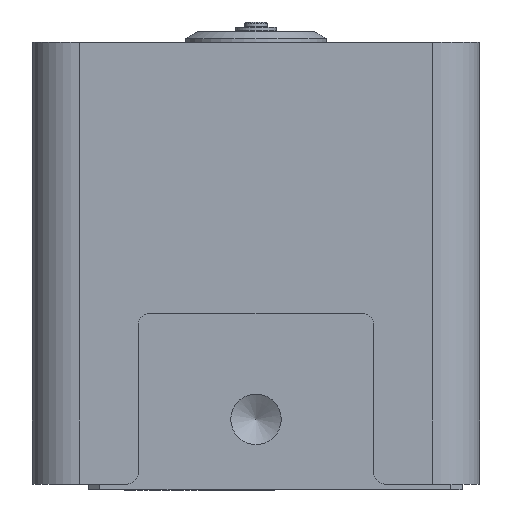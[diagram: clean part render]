
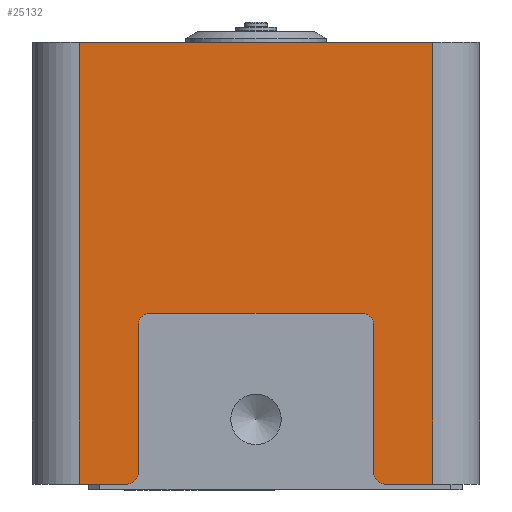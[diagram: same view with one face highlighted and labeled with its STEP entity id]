
A CAD part, left-side view. The second image highlights one B-rep face of the part: STEP entity #25132.
In plain terms, the highlighted planar face has unit normal (-1, 0, 0).
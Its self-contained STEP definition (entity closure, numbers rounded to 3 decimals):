
#2720=PLANE('',#26748);
#3717=FACE_OUTER_BOUND('',#5140,.T.);
#5140=EDGE_LOOP('',(#18630,#18631,#18632,#18633,#18634,#18635,#18636,#18637,
#18638,#18639,#18640,#18641));
#6788=LINE('',#34928,#9181);
#6791=LINE('',#34934,#9184);
#6792=LINE('',#34936,#9185);
#6793=LINE('',#34938,#9186);
#6794=LINE('',#34940,#9187);
#6795=LINE('',#34942,#9188);
#6796=LINE('',#34946,#9189);
#6797=LINE('',#34950,#9190);
#9181=VECTOR('',#28412,10.);
#9184=VECTOR('',#28417,10.);
#9185=VECTOR('',#28418,10.);
#9186=VECTOR('',#28419,10.);
#9187=VECTOR('',#28420,10.);
#9188=VECTOR('',#28421,10.);
#9189=VECTOR('',#28424,10.);
#9190=VECTOR('',#28427,10.);
#11294=CIRCLE('',#26745,2.);
#11296=CIRCLE('',#26749,2.);
#11297=CIRCLE('',#26750,2.);
#11298=CIRCLE('',#26751,2.);
#11899=VERTEX_POINT('',#34918);
#11900=VERTEX_POINT('',#34919);
#11903=VERTEX_POINT('',#34927);
#11905=VERTEX_POINT('',#34933);
#11906=VERTEX_POINT('',#34935);
#11907=VERTEX_POINT('',#34937);
#11908=VERTEX_POINT('',#34939);
#11909=VERTEX_POINT('',#34941);
#11910=VERTEX_POINT('',#34943);
#11911=VERTEX_POINT('',#34945);
#11912=VERTEX_POINT('',#34947);
#11913=VERTEX_POINT('',#34949);
#14490=EDGE_CURVE('',#11899,#11900,#11294,.T.);
#14494=EDGE_CURVE('',#11903,#11900,#6788,.T.);
#14497=EDGE_CURVE('',#11899,#11905,#6791,.T.);
#14498=EDGE_CURVE('',#11905,#11906,#6792,.T.);
#14499=EDGE_CURVE('',#11906,#11907,#6793,.T.);
#14500=EDGE_CURVE('',#11908,#11907,#6794,.T.);
#14501=EDGE_CURVE('',#11908,#11909,#6795,.T.);
#14502=EDGE_CURVE('',#11910,#11909,#11296,.T.);
#14503=EDGE_CURVE('',#11910,#11911,#6796,.T.);
#14504=EDGE_CURVE('',#11912,#11911,#11297,.T.);
#14505=EDGE_CURVE('',#11912,#11913,#6797,.T.);
#14506=EDGE_CURVE('',#11903,#11913,#11298,.T.);
#18630=ORIENTED_EDGE('',*,*,#14490,.F.);
#18631=ORIENTED_EDGE('',*,*,#14497,.T.);
#18632=ORIENTED_EDGE('',*,*,#14498,.T.);
#18633=ORIENTED_EDGE('',*,*,#14499,.T.);
#18634=ORIENTED_EDGE('',*,*,#14500,.F.);
#18635=ORIENTED_EDGE('',*,*,#14501,.T.);
#18636=ORIENTED_EDGE('',*,*,#14502,.F.);
#18637=ORIENTED_EDGE('',*,*,#14503,.T.);
#18638=ORIENTED_EDGE('',*,*,#14504,.F.);
#18639=ORIENTED_EDGE('',*,*,#14505,.T.);
#18640=ORIENTED_EDGE('',*,*,#14506,.F.);
#18641=ORIENTED_EDGE('',*,*,#14494,.T.);
#25132=ADVANCED_FACE('',(#3717),#2720,.T.);
#26745=AXIS2_PLACEMENT_3D('',#34920,#28404,#28405);
#26748=AXIS2_PLACEMENT_3D('',#34932,#28415,#28416);
#26749=AXIS2_PLACEMENT_3D('',#34944,#28422,#28423);
#26750=AXIS2_PLACEMENT_3D('',#34948,#28425,#28426);
#26751=AXIS2_PLACEMENT_3D('',#34951,#28428,#28429);
#28404=DIRECTION('center_axis',(1.,0.,0.));
#28405=DIRECTION('ref_axis',(0.,0.707,-0.707));
#28412=DIRECTION('',(0.,0.,-1.));
#28415=DIRECTION('center_axis',(-1.,0.,0.));
#28416=DIRECTION('ref_axis',(0.,0.,1.));
#28417=DIRECTION('',(0.,-1.,0.));
#28418=DIRECTION('',(0.,0.,1.));
#28419=DIRECTION('',(0.,1.,0.));
#28420=DIRECTION('',(0.,0.,1.));
#28421=DIRECTION('',(0.,-1.,0.));
#28422=DIRECTION('center_axis',(1.,0.,0.));
#28423=DIRECTION('ref_axis',(0.,-0.707,-0.707));
#28424=DIRECTION('',(0.,0.,1.));
#28425=DIRECTION('center_axis',(-1.,0.,0.));
#28426=DIRECTION('ref_axis',(0.,0.707,0.707));
#28427=DIRECTION('',(0.,-1.,0.));
#28428=DIRECTION('center_axis',(-1.,0.,0.));
#28429=DIRECTION('ref_axis',(0.,-0.707,0.707));
#34918=CARTESIAN_POINT('',(-15.645,5.719,0.));
#34919=CARTESIAN_POINT('',(-15.645,7.719,2.));
#34920=CARTESIAN_POINT('Origin',(-15.645,5.719,2.));
#34927=CARTESIAN_POINT('',(-15.645,7.719,27.));
#34928=CARTESIAN_POINT('',(-15.645,7.719,0.));
#34932=CARTESIAN_POINT('Origin',(-15.645,-2.281,0.));
#34933=CARTESIAN_POINT('',(-15.645,-2.281,0.));
#34934=CARTESIAN_POINT('',(-15.645,57.719,0.));
#34935=CARTESIAN_POINT('',(-15.645,-2.281,75.));
#34936=CARTESIAN_POINT('',(-15.645,-2.281,0.));
#34937=CARTESIAN_POINT('',(-15.645,57.719,75.));
#34938=CARTESIAN_POINT('',(-15.645,57.719,75.));
#34939=CARTESIAN_POINT('',(-15.645,57.719,0.));
#34940=CARTESIAN_POINT('',(-15.645,57.719,0.));
#34941=CARTESIAN_POINT('',(-15.645,49.719,0.));
#34942=CARTESIAN_POINT('',(-15.645,57.719,0.));
#34943=CARTESIAN_POINT('',(-15.645,47.719,2.));
#34944=CARTESIAN_POINT('Origin',(-15.645,49.719,2.));
#34945=CARTESIAN_POINT('',(-15.645,47.719,27.));
#34946=CARTESIAN_POINT('',(-15.645,47.719,14.5));
#34947=CARTESIAN_POINT('',(-15.645,45.719,29.));
#34948=CARTESIAN_POINT('Origin',(-15.645,45.719,27.));
#34949=CARTESIAN_POINT('',(-15.645,9.719,29.));
#34950=CARTESIAN_POINT('',(-15.645,2.719,29.));
#34951=CARTESIAN_POINT('Origin',(-15.645,9.719,27.));
